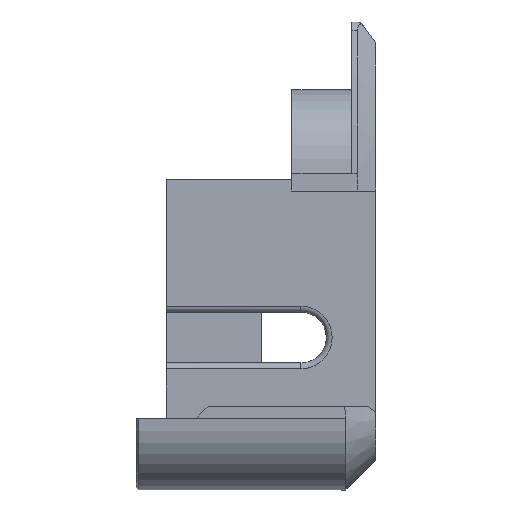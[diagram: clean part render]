
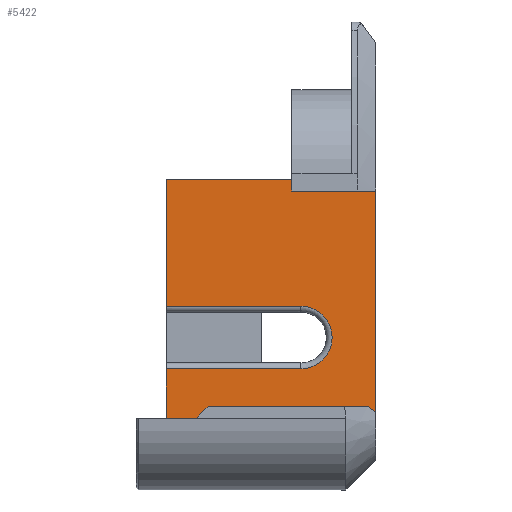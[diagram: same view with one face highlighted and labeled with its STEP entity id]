
A CAD part, left-side view. The second image highlights one B-rep face of the part: STEP entity #5422.
In plain terms, the highlighted planar face has unit normal (-1, 0, 0).
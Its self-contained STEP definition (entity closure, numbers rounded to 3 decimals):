
#392=PLANE('',#5941);
#675=FACE_OUTER_BOUND('',#989,.T.);
#989=EDGE_LOOP('',(#4914,#4915,#4916,#4917,#4918,#4919,#4920,#4921,#4922,
#4923));
#1172=LINE('',#8899,#1705);
#1222=LINE('',#9019,#1755);
#1237=LINE('',#9061,#1770);
#1241=LINE('',#9073,#1774);
#1463=LINE('',#9764,#1996);
#1464=LINE('',#9772,#1997);
#1506=LINE('',#9865,#2039);
#1526=LINE('',#9917,#2059);
#1527=LINE('',#9919,#2060);
#1705=VECTOR('',#6517,10.);
#1755=VECTOR('',#6601,10.);
#1770=VECTOR('',#6632,10.);
#1774=VECTOR('',#6640,10.);
#1996=VECTOR('',#7190,10.);
#1997=VECTOR('',#7203,10.);
#2039=VECTOR('',#7299,10.);
#2059=VECTOR('',#7363,10.);
#2060=VECTOR('',#7366,10.);
#2241=CIRCLE('',#5889,5.24);
#2454=VERTEX_POINT('',#8896);
#2455=VERTEX_POINT('',#8898);
#2504=VERTEX_POINT('',#9016);
#2505=VERTEX_POINT('',#9018);
#2523=VERTEX_POINT('',#9058);
#2524=VERTEX_POINT('',#9060);
#2529=VERTEX_POINT('',#9070);
#2530=VERTEX_POINT('',#9072);
#2731=VERTEX_POINT('',#9763);
#2732=VERTEX_POINT('',#9768);
#3050=EDGE_CURVE('',#2454,#2455,#1172,.T.);
#3109=EDGE_CURVE('',#2504,#2505,#1222,.T.);
#3130=EDGE_CURVE('',#2524,#2523,#1237,.T.);
#3136=EDGE_CURVE('',#2530,#2529,#1241,.T.);
#3432=EDGE_CURVE('',#2524,#2731,#1463,.T.);
#3435=EDGE_CURVE('',#2731,#2732,#2241,.T.);
#3437=EDGE_CURVE('',#2732,#2529,#1464,.T.);
#3483=EDGE_CURVE('',#2530,#2504,#1506,.T.);
#3511=EDGE_CURVE('',#2523,#2455,#1526,.T.);
#3512=EDGE_CURVE('',#2505,#2454,#1527,.T.);
#4914=ORIENTED_EDGE('',*,*,#3511,.T.);
#4915=ORIENTED_EDGE('',*,*,#3050,.F.);
#4916=ORIENTED_EDGE('',*,*,#3512,.F.);
#4917=ORIENTED_EDGE('',*,*,#3109,.F.);
#4918=ORIENTED_EDGE('',*,*,#3483,.F.);
#4919=ORIENTED_EDGE('',*,*,#3136,.T.);
#4920=ORIENTED_EDGE('',*,*,#3437,.F.);
#4921=ORIENTED_EDGE('',*,*,#3435,.F.);
#4922=ORIENTED_EDGE('',*,*,#3432,.F.);
#4923=ORIENTED_EDGE('',*,*,#3130,.T.);
#5422=ADVANCED_FACE('',(#675),#392,.F.);
#5889=AXIS2_PLACEMENT_3D('',#9769,#7197,#7198);
#5941=AXIS2_PLACEMENT_3D('',#9918,#7364,#7365);
#6517=DIRECTION('',(0.,0.,-1.));
#6601=DIRECTION('',(0.,0.,-1.));
#6632=DIRECTION('',(0.,0.,-1.));
#6640=DIRECTION('',(0.,0.,-1.));
#7190=DIRECTION('',(0.,-1.,0.));
#7197=DIRECTION('center_axis',(-1.,0.,0.));
#7198=DIRECTION('ref_axis',(0.,-1.,0.));
#7203=DIRECTION('',(0.,1.,0.));
#7299=DIRECTION('',(0.,-1.,0.));
#7363=DIRECTION('',(0.,-1.,0.));
#7364=DIRECTION('center_axis',(1.,0.,0.));
#7365=DIRECTION('ref_axis',(0.,1.,0.));
#7366=DIRECTION('',(0.,-1.,0.));
#8896=CARTESIAN_POINT('',(129.273,-155.939,114.422));
#8898=CARTESIAN_POINT('',(129.273,-155.939,74.422));
#8899=CARTESIAN_POINT('',(129.273,-155.939,75.422));
#9016=CARTESIAN_POINT('',(129.273,-141.939,114.423));
#9018=CARTESIAN_POINT('',(129.273,-141.939,114.422));
#9019=CARTESIAN_POINT('',(129.273,-141.939,124.977));
#9058=CARTESIAN_POINT('',(129.273,-120.937,74.422));
#9060=CARTESIAN_POINT('',(129.273,-120.937,82.682));
#9061=CARTESIAN_POINT('',(129.273,-120.937,92.422));
#9070=CARTESIAN_POINT('',(129.273,-120.937,93.162));
#9072=CARTESIAN_POINT('',(129.273,-120.937,114.423));
#9073=CARTESIAN_POINT('',(129.273,-120.937,92.422));
#9763=CARTESIAN_POINT('',(129.273,-143.439,82.682));
#9764=CARTESIAN_POINT('',(129.273,-148.689,82.682));
#9768=CARTESIAN_POINT('',(129.273,-143.439,93.162));
#9769=CARTESIAN_POINT('Origin',(129.273,-143.439,87.922));
#9772=CARTESIAN_POINT('',(129.273,-136.438,93.162));
#9865=CARTESIAN_POINT('',(129.273,-127.973,114.423));
#9917=CARTESIAN_POINT('',(129.273,-155.439,74.422));
#9918=CARTESIAN_POINT('Origin',(129.273,-155.939,74.422));
#9919=CARTESIAN_POINT('',(129.273,-154.139,114.422));
